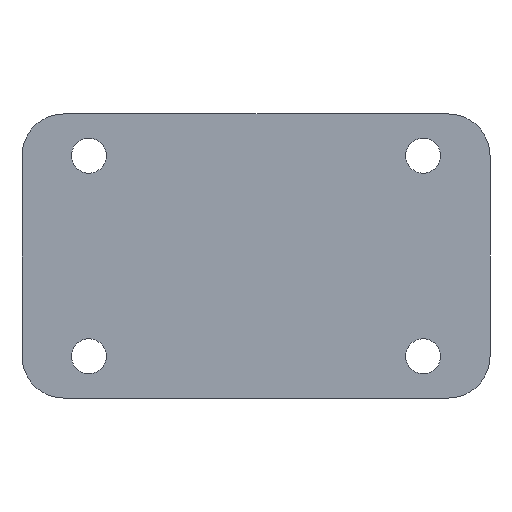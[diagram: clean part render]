
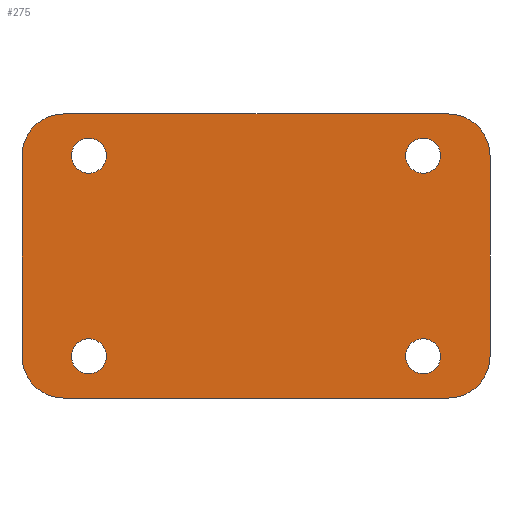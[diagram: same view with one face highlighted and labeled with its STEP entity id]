
A CAD part, front view. The second image highlights one B-rep face of the part: STEP entity #275.
In plain terms, the highlighted planar face has unit normal (0, -1, 0).
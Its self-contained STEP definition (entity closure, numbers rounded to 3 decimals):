
#5 = FACE_BOUND ( 'NONE', #777, .T. ) ;
#9 = EDGE_LOOP ( 'NONE', ( #1587, #2568 ) ) ;
#56 = DIRECTION ( 'NONE',  ( 0., -1., 0. ) ) ;
#102 = DIRECTION ( 'NONE',  ( 0., 0., 1. ) ) ;
#136 = ORIENTED_EDGE ( 'NONE', *, *, #4202, .F. ) ;
#155 = AXIS2_PLACEMENT_3D ( 'NONE', #3666, #1635, #1933 ) ;
#220 = PLANE ( 'NONE',  #2738 ) ;
#222 = CARTESIAN_POINT ( 'NONE',  ( -20., 0., 12. ) ) ;
#236 = CIRCLE ( 'NONE', #2746, 2.09 ) ;
#245 = EDGE_LOOP ( 'NONE', ( #4099, #3798 ) ) ;
#250 = CARTESIAN_POINT ( 'NONE',  ( -28., 0., 17. ) ) ;
#275 = ADVANCED_FACE ( 'NONE', ( #5, #4432, #3388, #3173, #3063 ), #220, .F. ) ;
#304 = LINE ( 'NONE', #674, #2600 ) ;
#309 = AXIS2_PLACEMENT_3D ( 'NONE', #2574, #4331, #3977 ) ;
#342 = DIRECTION ( 'NONE',  ( 0., 0., 1. ) ) ;
#349 = VERTEX_POINT ( 'NONE', #3892 ) ;
#454 = CIRCLE ( 'NONE', #528, 2.09 ) ;
#460 = CIRCLE ( 'NONE', #4372, 5. ) ;
#516 = VERTEX_POINT ( 'NONE', #716 ) ;
#522 = DIRECTION ( 'NONE',  ( 0., 0., 1. ) ) ;
#528 = AXIS2_PLACEMENT_3D ( 'NONE', #222, #3735, #2629 ) ;
#665 = CARTESIAN_POINT ( 'NONE',  ( 23., 0., 17. ) ) ;
#674 = CARTESIAN_POINT ( 'NONE',  ( 28., 0., -17. ) ) ;
#687 = AXIS2_PLACEMENT_3D ( 'NONE', #2082, #3791, #3814 ) ;
#695 = CARTESIAN_POINT ( 'NONE',  ( 20., 0., -12. ) ) ;
#716 = CARTESIAN_POINT ( 'NONE',  ( 20., 0., -9.91 ) ) ;
#733 = EDGE_CURVE ( 'NONE', #4278, #3261, #4296, .T. ) ;
#758 = AXIS2_PLACEMENT_3D ( 'NONE', #940, #2976, #522 ) ;
#759 = EDGE_CURVE ( 'NONE', #2708, #1109, #1197, .T. ) ;
#777 = EDGE_LOOP ( 'NONE', ( #136, #1577 ) ) ;
#861 = CARTESIAN_POINT ( 'NONE',  ( -20., 0., -12. ) ) ;
#888 = EDGE_CURVE ( 'NONE', #2365, #1963, #2007, .T. ) ;
#940 = CARTESIAN_POINT ( 'NONE',  ( 20., 0., -12. ) ) ;
#971 = ORIENTED_EDGE ( 'NONE', *, *, #3460, .T. ) ;
#987 = DIRECTION ( 'NONE',  ( 0., 1., 0. ) ) ;
#997 = VERTEX_POINT ( 'NONE', #1642 ) ;
#1011 = DIRECTION ( 'NONE',  ( 0., 0., 1. ) ) ;
#1109 = VERTEX_POINT ( 'NONE', #665 ) ;
#1136 = CARTESIAN_POINT ( 'NONE',  ( 20., 0., 14.09 ) ) ;
#1176 = CARTESIAN_POINT ( 'NONE',  ( 20., 0., -14.09 ) ) ;
#1197 = LINE ( 'NONE', #250, #2227 ) ;
#1199 = CARTESIAN_POINT ( 'NONE',  ( 28., 0., -12. ) ) ;
#1212 = CARTESIAN_POINT ( 'NONE',  ( 20., 0., 9.91 ) ) ;
#1221 = EDGE_LOOP ( 'NONE', ( #2756, #4326, #2558, #1476, #3584, #4212, #2993, #3178 ) ) ;
#1326 = EDGE_CURVE ( 'NONE', #1963, #2365, #454, .T. ) ;
#1378 = EDGE_CURVE ( 'NONE', #3751, #1608, #2386, .T. ) ;
#1433 = EDGE_CURVE ( 'NONE', #2708, #349, #2601, .T. ) ;
#1476 = ORIENTED_EDGE ( 'NONE', *, *, #4313, .T. ) ;
#1514 = EDGE_CURVE ( 'NONE', #2890, #3441, #2751, .T. ) ;
#1520 = DIRECTION ( 'NONE',  ( 0., -1., 0. ) ) ;
#1577 = ORIENTED_EDGE ( 'NONE', *, *, #2339, .F. ) ;
#1587 = ORIENTED_EDGE ( 'NONE', *, *, #1378, .F. ) ;
#1608 = VERTEX_POINT ( 'NONE', #1212 ) ;
#1635 = DIRECTION ( 'NONE',  ( 0., -1., 0. ) ) ;
#1642 = CARTESIAN_POINT ( 'NONE',  ( -20., 0., -9.91 ) ) ;
#1660 = CARTESIAN_POINT ( 'NONE',  ( 23., 0., -17. ) ) ;
#1717 = CIRCLE ( 'NONE', #758, 2.09 ) ;
#1757 = CARTESIAN_POINT ( 'NONE',  ( 28., 0., 12. ) ) ;
#1790 = VECTOR ( 'NONE', #2498, 1000. ) ;
#1858 = AXIS2_PLACEMENT_3D ( 'NONE', #3457, #56, #102 ) ;
#1933 = DIRECTION ( 'NONE',  ( 0., 0., 1. ) ) ;
#1963 = VERTEX_POINT ( 'NONE', #3915 ) ;
#2007 = CIRCLE ( 'NONE', #309, 2.09 ) ;
#2018 = CIRCLE ( 'NONE', #687, 2.09 ) ;
#2082 = CARTESIAN_POINT ( 'NONE',  ( 20., 0., 12. ) ) ;
#2211 = LINE ( 'NONE', #4253, #1790 ) ;
#2227 = VECTOR ( 'NONE', #3343, 1000. ) ;
#2232 = AXIS2_PLACEMENT_3D ( 'NONE', #3042, #2697, #2355 ) ;
#2277 = EDGE_CURVE ( 'NONE', #1608, #3751, #2018, .T. ) ;
#2323 = CARTESIAN_POINT ( 'NONE',  ( -23., 0., -17. ) ) ;
#2332 = CARTESIAN_POINT ( 'NONE',  ( -28., 0., -17. ) ) ;
#2339 = EDGE_CURVE ( 'NONE', #3838, #516, #2393, .T. ) ;
#2353 = VERTEX_POINT ( 'NONE', #1757 ) ;
#2355 = DIRECTION ( 'NONE',  ( 0., 0., 1. ) ) ;
#2365 = VERTEX_POINT ( 'NONE', #2821 ) ;
#2386 = CIRCLE ( 'NONE', #2232, 2.09 ) ;
#2393 = CIRCLE ( 'NONE', #3116, 2.09 ) ;
#2498 = DIRECTION ( 'NONE',  ( -1., 0., 0. ) ) ;
#2558 = ORIENTED_EDGE ( 'NONE', *, *, #3679, .F. ) ;
#2568 = ORIENTED_EDGE ( 'NONE', *, *, #2277, .F. ) ;
#2574 = CARTESIAN_POINT ( 'NONE',  ( -20., 0., 12. ) ) ;
#2600 = VECTOR ( 'NONE', #4515, 1000. ) ;
#2601 = CIRCLE ( 'NONE', #3040, 5. ) ;
#2610 = DIRECTION ( 'NONE',  ( 0., 0., 1. ) ) ;
#2629 = DIRECTION ( 'NONE',  ( 0., 0., 1. ) ) ;
#2674 = VECTOR ( 'NONE', #3667, 1000. ) ;
#2697 = DIRECTION ( 'NONE',  ( 0., -1., 0. ) ) ;
#2708 = VERTEX_POINT ( 'NONE', #3270 ) ;
#2738 = AXIS2_PLACEMENT_3D ( 'NONE', #4157, #987, #4502 ) ;
#2746 = AXIS2_PLACEMENT_3D ( 'NONE', #861, #4050, #3707 ) ;
#2751 = CIRCLE ( 'NONE', #1858, 5. ) ;
#2756 = ORIENTED_EDGE ( 'NONE', *, *, #4399, .F. ) ;
#2813 = CARTESIAN_POINT ( 'NONE',  ( 23., 0., 12. ) ) ;
#2821 = CARTESIAN_POINT ( 'NONE',  ( -20., 0., 9.91 ) ) ;
#2890 = VERTEX_POINT ( 'NONE', #4244 ) ;
#2976 = DIRECTION ( 'NONE',  ( 0., -1., 0. ) ) ;
#2993 = ORIENTED_EDGE ( 'NONE', *, *, #4247, .F. ) ;
#3016 = CARTESIAN_POINT ( 'NONE',  ( -23., 0., 12. ) ) ;
#3040 = AXIS2_PLACEMENT_3D ( 'NONE', #3016, #4433, #342 ) ;
#3042 = CARTESIAN_POINT ( 'NONE',  ( 20., 0., 12. ) ) ;
#3063 = FACE_OUTER_BOUND ( 'NONE', #1221, .T. ) ;
#3098 = EDGE_LOOP ( 'NONE', ( #3549, #971 ) ) ;
#3116 = AXIS2_PLACEMENT_3D ( 'NONE', #695, #1520, #3883 ) ;
#3173 = FACE_BOUND ( 'NONE', #245, .T. ) ;
#3178 = ORIENTED_EDGE ( 'NONE', *, *, #1514, .T. ) ;
#3261 = VERTEX_POINT ( 'NONE', #1199 ) ;
#3270 = CARTESIAN_POINT ( 'NONE',  ( -23., 0., 17. ) ) ;
#3343 = DIRECTION ( 'NONE',  ( 1., 0., 0. ) ) ;
#3388 = FACE_BOUND ( 'NONE', #3098, .T. ) ;
#3441 = VERTEX_POINT ( 'NONE', #2323 ) ;
#3457 = CARTESIAN_POINT ( 'NONE',  ( -23., 0., -12. ) ) ;
#3460 = EDGE_CURVE ( 'NONE', #4028, #997, #236, .T. ) ;
#3549 = ORIENTED_EDGE ( 'NONE', *, *, #4181, .T. ) ;
#3584 = ORIENTED_EDGE ( 'NONE', *, *, #759, .F. ) ;
#3666 = CARTESIAN_POINT ( 'NONE',  ( 23., 0., -12. ) ) ;
#3667 = DIRECTION ( 'NONE',  ( 0., 0., 1. ) ) ;
#3679 = EDGE_CURVE ( 'NONE', #2353, #3261, #304, .T. ) ;
#3688 = CARTESIAN_POINT ( 'NONE',  ( -20., 0., -12. ) ) ;
#3705 = AXIS2_PLACEMENT_3D ( 'NONE', #3688, #3760, #2610 ) ;
#3707 = DIRECTION ( 'NONE',  ( 0., 0., 1. ) ) ;
#3735 = DIRECTION ( 'NONE',  ( 0., 1., 0. ) ) ;
#3751 = VERTEX_POINT ( 'NONE', #1136 ) ;
#3760 = DIRECTION ( 'NONE',  ( 0., 1., 0. ) ) ;
#3781 = CIRCLE ( 'NONE', #3705, 2.09 ) ;
#3791 = DIRECTION ( 'NONE',  ( 0., -1., 0. ) ) ;
#3798 = ORIENTED_EDGE ( 'NONE', *, *, #888, .T. ) ;
#3814 = DIRECTION ( 'NONE',  ( 0., 0., 1. ) ) ;
#3838 = VERTEX_POINT ( 'NONE', #1176 ) ;
#3877 = DIRECTION ( 'NONE',  ( 0., -1., 0. ) ) ;
#3883 = DIRECTION ( 'NONE',  ( 0., 0., 1. ) ) ;
#3892 = CARTESIAN_POINT ( 'NONE',  ( -28., 0., 12. ) ) ;
#3915 = CARTESIAN_POINT ( 'NONE',  ( -20., 0., 14.09 ) ) ;
#3977 = DIRECTION ( 'NONE',  ( 0., 0., 1. ) ) ;
#4028 = VERTEX_POINT ( 'NONE', #4236 ) ;
#4050 = DIRECTION ( 'NONE',  ( 0., 1., 0. ) ) ;
#4099 = ORIENTED_EDGE ( 'NONE', *, *, #1326, .T. ) ;
#4157 = CARTESIAN_POINT ( 'NONE',  ( 0., 0., 0. ) ) ;
#4181 = EDGE_CURVE ( 'NONE', #997, #4028, #3781, .T. ) ;
#4202 = EDGE_CURVE ( 'NONE', #516, #3838, #1717, .T. ) ;
#4212 = ORIENTED_EDGE ( 'NONE', *, *, #1433, .T. ) ;
#4236 = CARTESIAN_POINT ( 'NONE',  ( -20., 0., -14.09 ) ) ;
#4244 = CARTESIAN_POINT ( 'NONE',  ( -28., 0., -12. ) ) ;
#4247 = EDGE_CURVE ( 'NONE', #2890, #349, #4363, .T. ) ;
#4253 = CARTESIAN_POINT ( 'NONE',  ( -28., 0., -17. ) ) ;
#4278 = VERTEX_POINT ( 'NONE', #1660 ) ;
#4296 = CIRCLE ( 'NONE', #155, 5. ) ;
#4313 = EDGE_CURVE ( 'NONE', #2353, #1109, #460, .T. ) ;
#4326 = ORIENTED_EDGE ( 'NONE', *, *, #733, .T. ) ;
#4331 = DIRECTION ( 'NONE',  ( 0., 1., 0. ) ) ;
#4363 = LINE ( 'NONE', #2332, #2674 ) ;
#4372 = AXIS2_PLACEMENT_3D ( 'NONE', #2813, #3877, #1011 ) ;
#4399 = EDGE_CURVE ( 'NONE', #4278, #3441, #2211, .T. ) ;
#4432 = FACE_BOUND ( 'NONE', #9, .T. ) ;
#4433 = DIRECTION ( 'NONE',  ( 0., -1., 0. ) ) ;
#4502 = DIRECTION ( 'NONE',  ( 0., 0., 1. ) ) ;
#4515 = DIRECTION ( 'NONE',  ( 0., 0., -1. ) ) ;
